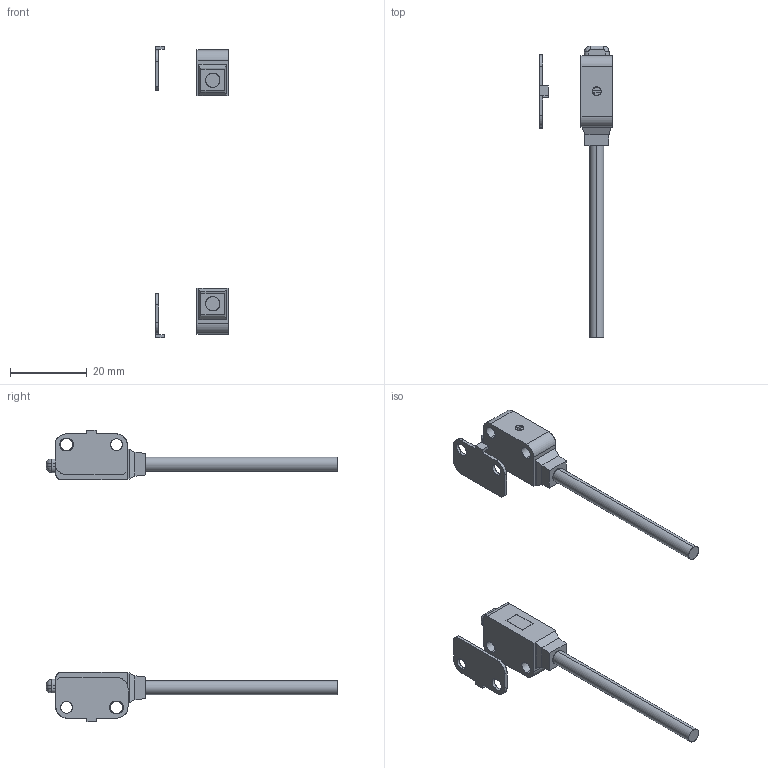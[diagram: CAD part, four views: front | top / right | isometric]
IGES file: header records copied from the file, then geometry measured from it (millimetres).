
Start section: SolidWorks IGES file using analytic representation for surfaces
Global section: file name: ex-l211.IGS; native system: SolidWorks 2007; preprocessor: SolidWorks 2007; author: ty1207; date: 091104.113955; units: millimetre
Bounding box: 19 x 75.9 x 76 mm (x, y, z)
Surface area: 4408.2 mm2 (no closed solid volume)
Topology: 0 solids, 0 shells, 158 faces, 1648 edges, 1648 vertices
Faces by surface type: bspline 101, revolution 57
